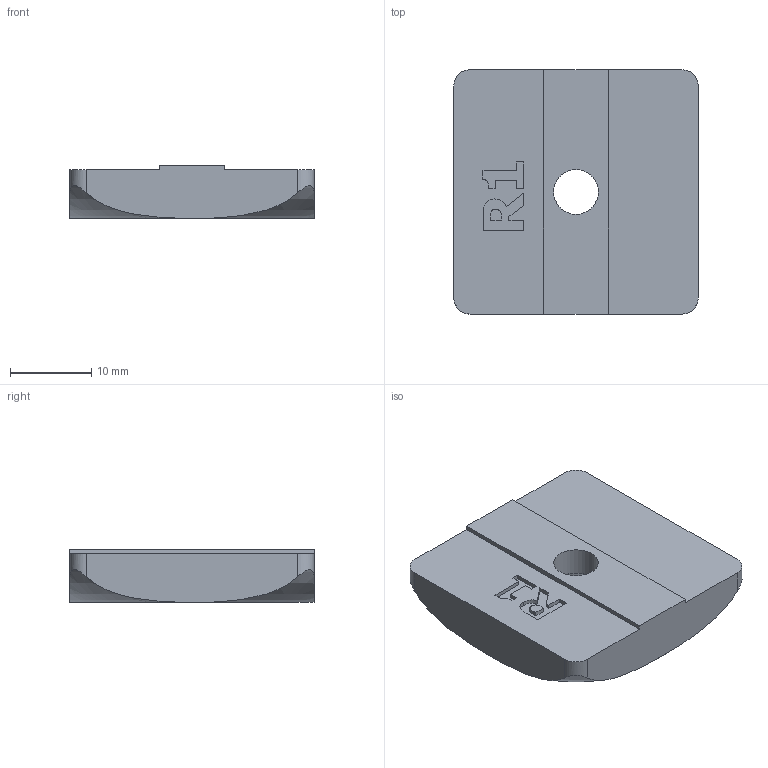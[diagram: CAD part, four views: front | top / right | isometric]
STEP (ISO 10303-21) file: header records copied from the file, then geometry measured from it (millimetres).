
FILE_DESCRIPTION(/* description */ (''),/* implementation_level */ '2;1');
FILE_NAME(/* name */ 'telescopic-spoolholder-mount.stp',/* time_stamp */ '2023-12-19T13:06:36+01:00',/* author */ ('Dominik Tebich'),/* organization */ (''),/* preprocessor_version */ 'ST-DEVELOPER v19.2',/* originating_system */ 'Autodesk Inventor 2023',/* authorisation */ '');
FILE_SCHEMA (('AUTOMOTIVE_DESIGN { 1 0 10303 214 3 1 1 }'));
Length unit declared in the file: millimetre
Products named in the file (1): 9640
Bounding box: 30 x 30 x 6.5 mm (x, y, z)
Volume: 4878.2 mm3; surface area: 2659.6 mm2
Topology: 1 solids, 1 shells, 76 faces, 197 edges, 127 vertices
Faces by surface type: plane 51, cylinder 9, bspline 9, torus 4, cone 3
Full cylindrical faces by diameter (mm): 5.5 x1
Entity records: 2473 total; most frequent: CARTESIAN_POINT 626, ORIENTED_EDGE 394, DIRECTION 334, EDGE_CURVE 197, LINE 136, VECTOR 136, VERTEX_POINT 127, AXIS2_PLACEMENT_3D 99
